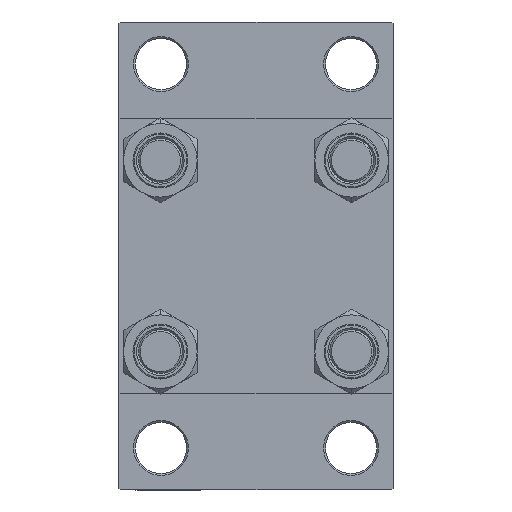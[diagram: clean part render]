
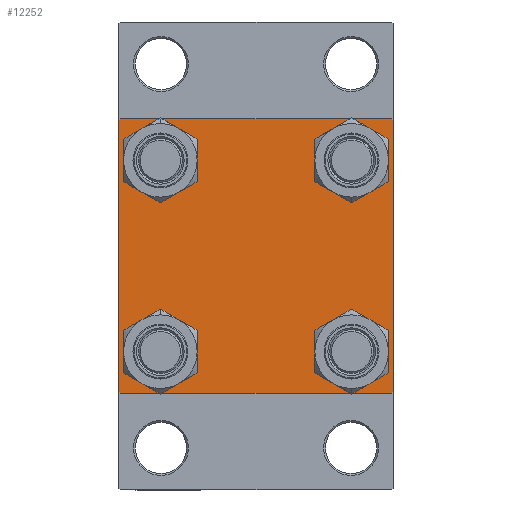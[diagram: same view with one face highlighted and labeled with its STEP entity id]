
A CAD part, left-side view. The second image highlights one B-rep face of the part: STEP entity #12252.
In plain terms, the highlighted planar face has unit normal (-1, 0, 0).
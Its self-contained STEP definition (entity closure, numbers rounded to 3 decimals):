
#160 = VERTEX_POINT ( 'NONE', #4189 ) ;
#200 = FACE_BOUND ( 'NONE', #12036, .T. ) ;
#933 = EDGE_LOOP ( 'NONE', ( #35655, #44630, #4483, #4516, #13021, #8289, #5622, #32785 ) ) ;
#2725 = CIRCLE ( 'NONE', #3518, 6.5 ) ;
#3056 = AXIS2_PLACEMENT_3D ( 'NONE', #46745, #28512, #28746 ) ;
#3107 = ORIENTED_EDGE ( 'NONE', *, *, #10989, .T. ) ;
#3226 = DIRECTION ( 'NONE',  ( 1., 0., 0. ) ) ;
#3418 = LINE ( 'NONE', #32679, #21394 ) ;
#3518 = AXIS2_PLACEMENT_3D ( 'NONE', #18637, #11418, #44746 ) ;
#3798 = PLANE ( 'NONE',  #3056 ) ;
#3817 = VERTEX_POINT ( 'NONE', #35111 ) ;
#4189 = CARTESIAN_POINT ( 'NONE',  ( 0., -37., 37.5 ) ) ;
#4213 = DIRECTION ( 'NONE',  ( 1., 0., 0. ) ) ;
#4483 = ORIENTED_EDGE ( 'NONE', *, *, #15060, .T. ) ;
#4516 = ORIENTED_EDGE ( 'NONE', *, *, #10771, .T. ) ;
#4620 = CARTESIAN_POINT ( 'NONE',  ( 0., 37., 37.5 ) ) ;
#4878 = VERTEX_POINT ( 'NONE', #46685 ) ;
#5257 = CARTESIAN_POINT ( 'NONE',  ( 0., 37.25, 37.25 ) ) ;
#5315 = CIRCLE ( 'NONE', #47434, 6.5 ) ;
#5622 = ORIENTED_EDGE ( 'NONE', *, *, #21343, .F. ) ;
#5898 = CIRCLE ( 'NONE', #38840, 6.5 ) ;
#6132 = LINE ( 'NONE', #28440, #44516 ) ;
#6500 = CARTESIAN_POINT ( 'NONE',  ( 0., 37.5, 37. ) ) ;
#6694 = AXIS2_PLACEMENT_3D ( 'NONE', #32960, #3226, #43499 ) ;
#7193 = VERTEX_POINT ( 'NONE', #21689 ) ;
#8009 = EDGE_CURVE ( 'NONE', #44566, #160, #46897, .T. ) ;
#8289 = ORIENTED_EDGE ( 'NONE', *, *, #8009, .T. ) ;
#8829 = VERTEX_POINT ( 'NONE', #24128 ) ;
#9072 = ORIENTED_EDGE ( 'NONE', *, *, #24201, .T. ) ;
#9412 = CARTESIAN_POINT ( 'NONE',  ( 0., -37.5, 37.5 ) ) ;
#10313 = LINE ( 'NONE', #14647, #16049 ) ;
#10352 = ORIENTED_EDGE ( 'NONE', *, *, #44981, .T. ) ;
#10422 = CARTESIAN_POINT ( 'NONE',  ( 0., -37.25, 37.25 ) ) ;
#10565 = CARTESIAN_POINT ( 'NONE',  ( 0., 26.15, -32.65 ) ) ;
#10771 = EDGE_CURVE ( 'NONE', #22755, #44456, #3418, .T. ) ;
#10989 = EDGE_CURVE ( 'NONE', #15827, #7193, #5315, .T. ) ;
#11072 = EDGE_CURVE ( 'NONE', #20831, #39274, #10313, .T. ) ;
#11216 = FACE_BOUND ( 'NONE', #41276, .T. ) ;
#11309 = EDGE_CURVE ( 'NONE', #22043, #20831, #23499, .T. ) ;
#11418 = DIRECTION ( 'NONE',  ( 1., 0., 0. ) ) ;
#12036 = EDGE_LOOP ( 'NONE', ( #44987, #9072 ) ) ;
#12252 = ADVANCED_FACE ( 'NONE', ( #11216, #200, #14829, #14115, #47454 ), #3798, .T. ) ;
#12256 = AXIS2_PLACEMENT_3D ( 'NONE', #44458, #22414, #19513 ) ;
#13021 = ORIENTED_EDGE ( 'NONE', *, *, #32107, .F. ) ;
#13099 = DIRECTION ( 'NONE',  ( 0., -1., 0. ) ) ;
#14115 = FACE_BOUND ( 'NONE', #45757, .T. ) ;
#14364 = CARTESIAN_POINT ( 'NONE',  ( 0., -37., -37.5 ) ) ;
#14455 = DIRECTION ( 'NONE',  ( 0., -0.707, 0.707 ) ) ;
#14647 = CARTESIAN_POINT ( 'NONE',  ( 0., 37.5, 37.5 ) ) ;
#14770 = CIRCLE ( 'NONE', #33905, 6.5 ) ;
#14829 = FACE_BOUND ( 'NONE', #38457, .T. ) ;
#15023 = VECTOR ( 'NONE', #31125, 1000. ) ;
#15060 = EDGE_CURVE ( 'NONE', #27654, #22755, #6132, .T. ) ;
#15719 = CARTESIAN_POINT ( 'NONE',  ( 0., 37.5, -37. ) ) ;
#15785 = LINE ( 'NONE', #23700, #15023 ) ;
#15807 = LINE ( 'NONE', #16292, #21727 ) ;
#15827 = VERTEX_POINT ( 'NONE', #10565 ) ;
#16049 = VECTOR ( 'NONE', #25671, 1000. ) ;
#16292 = CARTESIAN_POINT ( 'NONE',  ( 0., 37.25, -37.25 ) ) ;
#16307 = DIRECTION ( 'NONE',  ( 0., 0.707, -0.707 ) ) ;
#16524 = DIRECTION ( 'NONE',  ( 0., -0.707, -0.707 ) ) ;
#16931 = EDGE_CURVE ( 'NONE', #8829, #20295, #40324, .T. ) ;
#17531 = CARTESIAN_POINT ( 'NONE',  ( 0., 26.15, -26.15 ) ) ;
#17641 = DIRECTION ( 'NONE',  ( 0., 0.707, 0.707 ) ) ;
#18465 = CARTESIAN_POINT ( 'NONE',  ( 0., -37.5, -37. ) ) ;
#18637 = CARTESIAN_POINT ( 'NONE',  ( 0., 26.15, 26.15 ) ) ;
#19513 = DIRECTION ( 'NONE',  ( 0., 0., 1. ) ) ;
#20295 = VERTEX_POINT ( 'NONE', #21509 ) ;
#20831 = VERTEX_POINT ( 'NONE', #6500 ) ;
#21343 = EDGE_CURVE ( 'NONE', #22043, #160, #15785, .T. ) ;
#21394 = VECTOR ( 'NONE', #14455, 1000. ) ;
#21509 = CARTESIAN_POINT ( 'NONE',  ( 0., -26.15, -32.65 ) ) ;
#21689 = CARTESIAN_POINT ( 'NONE',  ( 0., 26.15, -19.65 ) ) ;
#21727 = VECTOR ( 'NONE', #16524, 1000. ) ;
#22043 = VERTEX_POINT ( 'NONE', #4620 ) ;
#22414 = DIRECTION ( 'NONE',  ( 1., 0., 0. ) ) ;
#22755 = VERTEX_POINT ( 'NONE', #14364 ) ;
#22813 = CARTESIAN_POINT ( 'NONE',  ( 0., -26.15, 19.65 ) ) ;
#23065 = EDGE_CURVE ( 'NONE', #29271, #4878, #5898, .T. ) ;
#23499 = LINE ( 'NONE', #5257, #41330 ) ;
#23700 = CARTESIAN_POINT ( 'NONE',  ( 0., 37.5, 37.5 ) ) ;
#23702 = ORIENTED_EDGE ( 'NONE', *, *, #40447, .T. ) ;
#24128 = CARTESIAN_POINT ( 'NONE',  ( 0., -26.15, -19.65 ) ) ;
#24201 = EDGE_CURVE ( 'NONE', #20295, #8829, #34257, .T. ) ;
#24361 = VECTOR ( 'NONE', #17641, 1000. ) ;
#25254 = VECTOR ( 'NONE', #32182, 1000. ) ;
#25671 = DIRECTION ( 'NONE',  ( 0., 0., -1. ) ) ;
#26057 = CARTESIAN_POINT ( 'NONE',  ( 0., -26.15, 26.15 ) ) ;
#27416 = ORIENTED_EDGE ( 'NONE', *, *, #29981, .T. ) ;
#27654 = VERTEX_POINT ( 'NONE', #37791 ) ;
#28169 = DIRECTION ( 'NONE',  ( 1., 0., 0. ) ) ;
#28440 = CARTESIAN_POINT ( 'NONE',  ( 0., 37.5, -37.5 ) ) ;
#28512 = DIRECTION ( 'NONE',  ( -1., 0., 0. ) ) ;
#28746 = DIRECTION ( 'NONE',  ( 0., 0., 1. ) ) ;
#29117 = CARTESIAN_POINT ( 'NONE',  ( 0., 26.15, -26.15 ) ) ;
#29271 = VERTEX_POINT ( 'NONE', #22813 ) ;
#29981 = EDGE_CURVE ( 'NONE', #4878, #29271, #39835, .T. ) ;
#30661 = CARTESIAN_POINT ( 'NONE',  ( 0., -37.5, 37. ) ) ;
#31125 = DIRECTION ( 'NONE',  ( 0., -1., 0. ) ) ;
#32107 = EDGE_CURVE ( 'NONE', #44566, #44456, #42279, .T. ) ;
#32129 = ORIENTED_EDGE ( 'NONE', *, *, #23065, .T. ) ;
#32182 = DIRECTION ( 'NONE',  ( 0., 0., -1. ) ) ;
#32390 = DIRECTION ( 'NONE',  ( 1., 0., 0. ) ) ;
#32391 = DIRECTION ( 'NONE',  ( 0., 0., 1. ) ) ;
#32679 = CARTESIAN_POINT ( 'NONE',  ( 0., -37.25, -37.25 ) ) ;
#32785 = ORIENTED_EDGE ( 'NONE', *, *, #11309, .T. ) ;
#32960 = CARTESIAN_POINT ( 'NONE',  ( 0., -26.15, -26.15 ) ) ;
#33905 = AXIS2_PLACEMENT_3D ( 'NONE', #29117, #28169, #35583 ) ;
#34257 = CIRCLE ( 'NONE', #6694, 6.5 ) ;
#34489 = DIRECTION ( 'NONE',  ( 0., 0., 1. ) ) ;
#35111 = CARTESIAN_POINT ( 'NONE',  ( 0., 26.15, 19.65 ) ) ;
#35583 = DIRECTION ( 'NONE',  ( 0., 0., 1. ) ) ;
#35655 = ORIENTED_EDGE ( 'NONE', *, *, #11072, .T. ) ;
#35740 = DIRECTION ( 'NONE',  ( 1., 0., 0. ) ) ;
#36454 = DIRECTION ( 'NONE',  ( 0., 0., 1. ) ) ;
#36731 = DIRECTION ( 'NONE',  ( 1., 0., 0. ) ) ;
#37791 = CARTESIAN_POINT ( 'NONE',  ( 0., 37., -37.5 ) ) ;
#37846 = CARTESIAN_POINT ( 'NONE',  ( 0., 26.15, 26.15 ) ) ;
#38457 = EDGE_LOOP ( 'NONE', ( #23702, #3107 ) ) ;
#38840 = AXIS2_PLACEMENT_3D ( 'NONE', #26057, #4213, #39728 ) ;
#39274 = VERTEX_POINT ( 'NONE', #15719 ) ;
#39728 = DIRECTION ( 'NONE',  ( 0., 0., 1. ) ) ;
#39835 = CIRCLE ( 'NONE', #12256, 6.5 ) ;
#40109 = ORIENTED_EDGE ( 'NONE', *, *, #40921, .T. ) ;
#40148 = CARTESIAN_POINT ( 'NONE',  ( 0., 26.15, 32.65 ) ) ;
#40324 = CIRCLE ( 'NONE', #41819, 6.5 ) ;
#40447 = EDGE_CURVE ( 'NONE', #7193, #15827, #14770, .T. ) ;
#40814 = AXIS2_PLACEMENT_3D ( 'NONE', #37846, #36731, #34489 ) ;
#40847 = CIRCLE ( 'NONE', #40814, 6.5 ) ;
#40921 = EDGE_CURVE ( 'NONE', #46887, #3817, #40847, .T. ) ;
#41276 = EDGE_LOOP ( 'NONE', ( #27416, #32129 ) ) ;
#41330 = VECTOR ( 'NONE', #16307, 1000. ) ;
#41819 = AXIS2_PLACEMENT_3D ( 'NONE', #43411, #32390, #36454 ) ;
#41913 = EDGE_CURVE ( 'NONE', #39274, #27654, #15807, .T. ) ;
#42279 = LINE ( 'NONE', #9412, #25254 ) ;
#43411 = CARTESIAN_POINT ( 'NONE',  ( 0., -26.15, -26.15 ) ) ;
#43499 = DIRECTION ( 'NONE',  ( 0., 0., 1. ) ) ;
#44456 = VERTEX_POINT ( 'NONE', #18465 ) ;
#44458 = CARTESIAN_POINT ( 'NONE',  ( 0., -26.15, 26.15 ) ) ;
#44516 = VECTOR ( 'NONE', #13099, 1000. ) ;
#44566 = VERTEX_POINT ( 'NONE', #30661 ) ;
#44630 = ORIENTED_EDGE ( 'NONE', *, *, #41913, .T. ) ;
#44746 = DIRECTION ( 'NONE',  ( 0., 0., 1. ) ) ;
#44981 = EDGE_CURVE ( 'NONE', #3817, #46887, #2725, .T. ) ;
#44987 = ORIENTED_EDGE ( 'NONE', *, *, #16931, .T. ) ;
#45757 = EDGE_LOOP ( 'NONE', ( #40109, #10352 ) ) ;
#46685 = CARTESIAN_POINT ( 'NONE',  ( 0., -26.15, 32.65 ) ) ;
#46745 = CARTESIAN_POINT ( 'NONE',  ( 0., 0., 0. ) ) ;
#46887 = VERTEX_POINT ( 'NONE', #40148 ) ;
#46897 = LINE ( 'NONE', #10422, #24361 ) ;
#47434 = AXIS2_PLACEMENT_3D ( 'NONE', #17531, #35740, #32391 ) ;
#47454 = FACE_OUTER_BOUND ( 'NONE', #933, .T. ) ;
